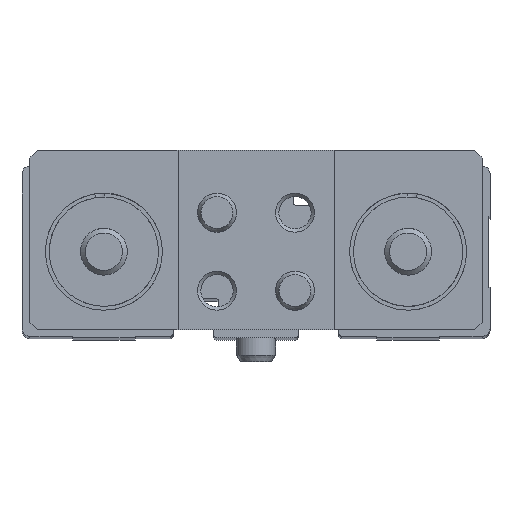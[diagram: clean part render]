
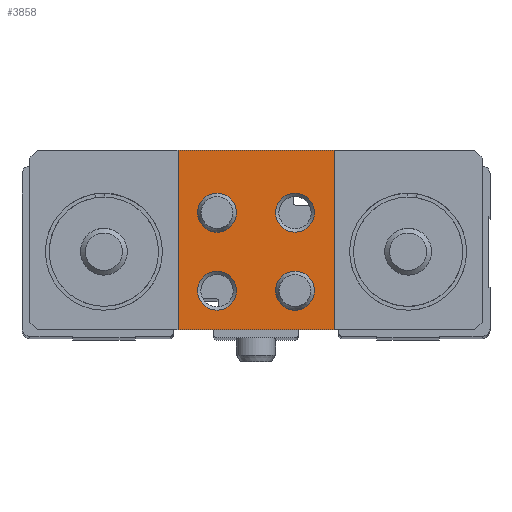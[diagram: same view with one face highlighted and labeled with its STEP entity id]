
A CAD part, top view. The second image highlights one B-rep face of the part: STEP entity #3858.
In plain terms, the highlighted planar face has unit normal (0, 0, 1).
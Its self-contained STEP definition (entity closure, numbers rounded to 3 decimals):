
#182=PLANE('',#4323);
#389=CIRCLE('',#4324,2.5);
#390=CIRCLE('',#4325,2.5);
#391=CIRCLE('',#4326,2.5);
#392=CIRCLE('',#4327,2.5);
#1189=ORIENTED_EDGE('',*,*,#1859,.T.);
#1190=ORIENTED_EDGE('',*,*,#1860,.T.);
#1191=ORIENTED_EDGE('',*,*,#1861,.T.);
#1192=ORIENTED_EDGE('',*,*,#1862,.T.);
#1193=ORIENTED_EDGE('',*,*,#1850,.T.);
#1194=ORIENTED_EDGE('',*,*,#1863,.T.);
#1195=ORIENTED_EDGE('',*,*,#1842,.T.);
#1196=ORIENTED_EDGE('',*,*,#1864,.T.);
#1842=EDGE_CURVE('',#2249,#2256,#2550,.T.);
#1850=EDGE_CURVE('',#2265,#2264,#2558,.T.);
#1859=EDGE_CURVE('',#2273,#2273,#389,.T.);
#1860=EDGE_CURVE('',#2274,#2274,#390,.T.);
#1861=EDGE_CURVE('',#2275,#2275,#391,.T.);
#1862=EDGE_CURVE('',#2276,#2276,#392,.T.);
#1863=EDGE_CURVE('',#2264,#2249,#2567,.T.);
#1864=EDGE_CURVE('',#2256,#2265,#2568,.T.);
#2249=VERTEX_POINT('',#6534);
#2256=VERTEX_POINT('',#6547);
#2264=VERTEX_POINT('',#6565);
#2265=VERTEX_POINT('',#6567);
#2273=VERTEX_POINT('',#6586);
#2274=VERTEX_POINT('',#6588);
#2275=VERTEX_POINT('',#6590);
#2276=VERTEX_POINT('',#6592);
#2550=LINE('',#6548,#2804);
#2558=LINE('',#6566,#2812);
#2567=LINE('',#6593,#2821);
#2568=LINE('',#6594,#2822);
#2804=VECTOR('',#5301,1000.);
#2812=VECTOR('',#5313,1000.);
#2821=VECTOR('',#5334,1000.);
#2822=VECTOR('',#5335,1000.);
#3087=EDGE_LOOP('',(#1189));
#3088=EDGE_LOOP('',(#1190));
#3089=EDGE_LOOP('',(#1191));
#3090=EDGE_LOOP('',(#1192));
#3091=EDGE_LOOP('',(#1193,#1194,#1195,#1196));
#3473=FACE_BOUND('',#3087,.T.);
#3474=FACE_BOUND('',#3088,.T.);
#3475=FACE_BOUND('',#3089,.T.);
#3476=FACE_BOUND('',#3090,.T.);
#3477=FACE_BOUND('',#3091,.T.);
#3858=ADVANCED_FACE('',(#3473,#3474,#3475,#3476,#3477),#182,.T.);
#4323=AXIS2_PLACEMENT_3D('',#6584,#5324,#5325);
#4324=AXIS2_PLACEMENT_3D('',#6585,#5326,#5327);
#4325=AXIS2_PLACEMENT_3D('',#6587,#5328,#5329);
#4326=AXIS2_PLACEMENT_3D('',#6589,#5330,#5331);
#4327=AXIS2_PLACEMENT_3D('',#6591,#5332,#5333);
#5301=DIRECTION('',(-1.,0.,0.));
#5313=DIRECTION('',(1.,0.,0.));
#5324=DIRECTION('',(0.,0.,1.));
#5325=DIRECTION('',(1.,0.,0.));
#5326=DIRECTION('',(0.,0.,-1.));
#5327=DIRECTION('',(-1.,0.,0.));
#5328=DIRECTION('',(0.,0.,-1.));
#5329=DIRECTION('',(-1.,0.,0.));
#5330=DIRECTION('',(0.,0.,-1.));
#5331=DIRECTION('',(-1.,0.,0.));
#5332=DIRECTION('',(0.,0.,-1.));
#5333=DIRECTION('',(-1.,0.,0.));
#5334=DIRECTION('',(0.,1.,0.));
#5335=DIRECTION('',(0.,-1.,0.));
#6534=CARTESIAN_POINT('',(10.,13.,19.));
#6547=CARTESIAN_POINT('',(-10.,13.,19.));
#6548=CARTESIAN_POINT('',(29.,13.,19.));
#6565=CARTESIAN_POINT('',(10.,-10.,19.));
#6566=CARTESIAN_POINT('',(-29.,-10.,19.));
#6567=CARTESIAN_POINT('',(-10.,-10.,19.));
#6584=CARTESIAN_POINT('',(0.,0.,19.));
#6585=CARTESIAN_POINT('',(-5.,-5.,19.));
#6586=CARTESIAN_POINT('',(-7.5,-5.,19.));
#6587=CARTESIAN_POINT('',(-5.,5.,19.));
#6588=CARTESIAN_POINT('',(-7.5,5.,19.));
#6589=CARTESIAN_POINT('',(5.,-5.,19.));
#6590=CARTESIAN_POINT('',(2.5,-5.,19.));
#6591=CARTESIAN_POINT('',(5.,5.,19.));
#6592=CARTESIAN_POINT('',(2.5,5.,19.));
#6593=CARTESIAN_POINT('',(10.,0.,19.));
#6594=CARTESIAN_POINT('',(-10.,0.,19.));
